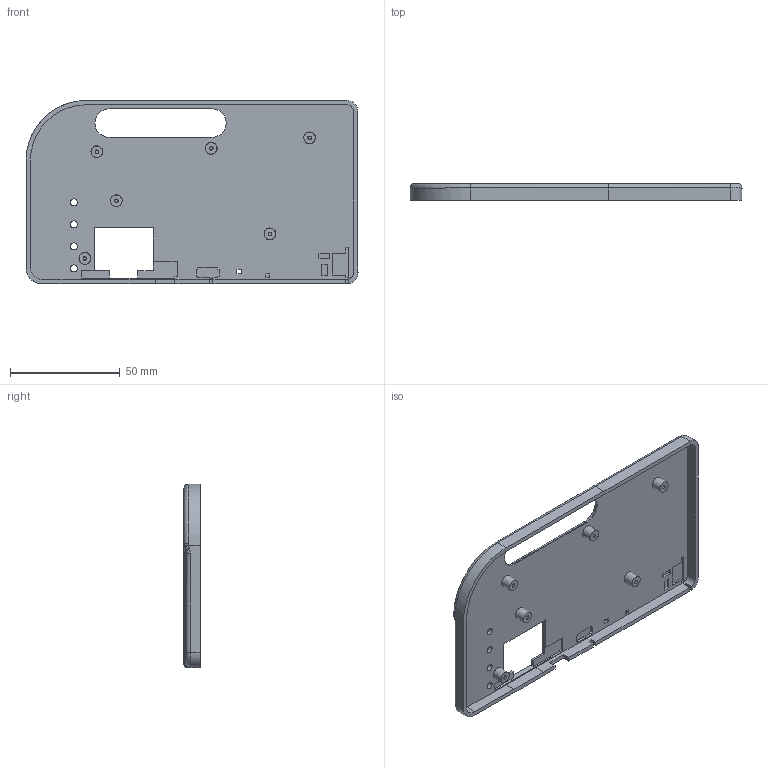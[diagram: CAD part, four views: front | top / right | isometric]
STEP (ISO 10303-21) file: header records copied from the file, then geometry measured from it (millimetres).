
FILE_DESCRIPTION(/* description */ (''),/* implementation_level */ '2;1');
FILE_NAME(/* name */ 'Pocket organ V18 v7 top.step',/* time_stamp */ '2021-04-24T20:12:21+08:00',/* author */ (''),/* organization */ (''),/* preprocessor_version */ 'ST-DEVELOPER v18.1',/* originating_system */ 'Autodesk Translation Framework v10.6.0.1341',/* authorisation */ '');
FILE_SCHEMA (('AUTOMOTIVE_DESIGN { 1 0 10303 214 3 1 1 }'));
Length unit declared in the file: millimetre
Products named in the file (1): Pocket organ V18 enclosure (redone)
Bounding box: 151.06 x 7.5 x 83.37 mm (x, y, z)
Volume: 26290.7 mm3; surface area: 29137.6 mm2
Topology: 1 solids, 1 shells, 327 faces, 808 edges, 524 vertices
Faces by surface type: plane 170, cylinder 63, bspline 56, cone 29, torus 9
Full cylindrical faces by diameter (mm): 1 x9, 3.2 x4, 16 x9
Entity records: 10538 total; most frequent: CARTESIAN_POINT 2893, ORIENTED_EDGE 1616, DIRECTION 1471, EDGE_CURVE 808, VERTEX_POINT 524, AXIS2_PLACEMENT_3D 494, LINE 483, VECTOR 483
